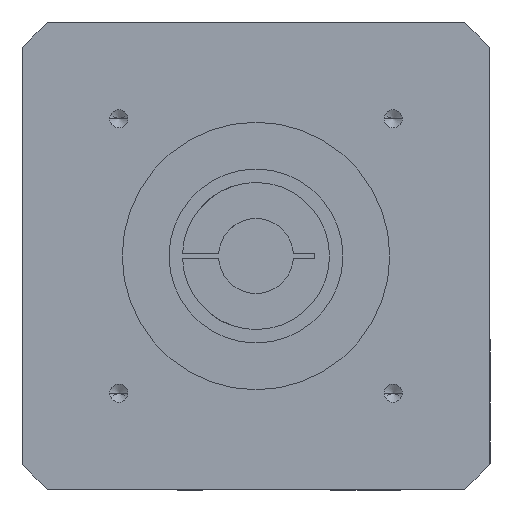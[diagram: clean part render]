
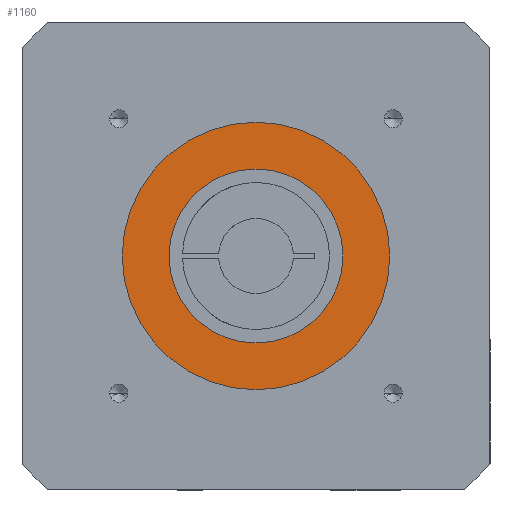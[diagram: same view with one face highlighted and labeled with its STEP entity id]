
A CAD part, front view. The second image highlights one B-rep face of the part: STEP entity #1160.
In plain terms, the highlighted face is planar.
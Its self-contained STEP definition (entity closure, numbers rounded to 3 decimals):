
#241 = CARTESIAN_POINT ( 'NONE',  ( 0., 70., -50. ) ) ;
#333 = DIRECTION ( 'NONE',  ( 0., 1., 0. ) ) ;
#364 = AXIS2_PLACEMENT_3D ( 'NONE', #1283, #2583, #2969 ) ;
#378 = CIRCLE ( 'NONE', #3993, 32.5 ) ;
#482 = EDGE_CURVE ( 'NONE', #1239, #3003, #1559, .T. ) ;
#547 = ORIENTED_EDGE ( 'NONE', *, *, #482, .T. ) ;
#647 = ORIENTED_EDGE ( 'NONE', *, *, #2137, .F. ) ;
#683 = VERTEX_POINT ( 'NONE', #1846 ) ;
#764 = EDGE_LOOP ( 'NONE', ( #647, #3859 ) ) ;
#884 = CARTESIAN_POINT ( 'NONE',  ( 0., 70., 0. ) ) ;
#1160 = ADVANCED_FACE ( 'NONE', ( #1373, #2995 ), #1825, .T. ) ;
#1239 = VERTEX_POINT ( 'NONE', #241 ) ;
#1242 = DIRECTION ( 'NONE',  ( 0., 1., 0. ) ) ;
#1283 = CARTESIAN_POINT ( 'NONE',  ( 0., 70., 0. ) ) ;
#1373 = FACE_BOUND ( 'NONE', #764, .T. ) ;
#1559 = CIRCLE ( 'NONE', #2145, 50. ) ;
#1825 = PLANE ( 'NONE',  #1943 ) ;
#1836 = ORIENTED_EDGE ( 'NONE', *, *, #4915, .T. ) ;
#1846 = CARTESIAN_POINT ( 'NONE',  ( 0., 70., -32.5 ) ) ;
#1943 = AXIS2_PLACEMENT_3D ( 'NONE', #3922, #5055, #2586 ) ;
#2042 = EDGE_LOOP ( 'NONE', ( #1836, #547 ) ) ;
#2102 = CARTESIAN_POINT ( 'NONE',  ( 0., 70., 32.5 ) ) ;
#2137 = EDGE_CURVE ( 'NONE', #3388, #683, #3811, .T. ) ;
#2145 = AXIS2_PLACEMENT_3D ( 'NONE', #884, #1242, #3790 ) ;
#2315 = EDGE_CURVE ( 'NONE', #683, #3388, #378, .T. ) ;
#2583 = DIRECTION ( 'NONE',  ( 0., 1., 0. ) ) ;
#2586 = DIRECTION ( 'NONE',  ( 0., 0., 1. ) ) ;
#2734 = CARTESIAN_POINT ( 'NONE',  ( 0., 70., 0. ) ) ;
#2969 = DIRECTION ( 'NONE',  ( 0., 0., 1. ) ) ;
#2995 = FACE_OUTER_BOUND ( 'NONE', #2042, .T. ) ;
#3003 = VERTEX_POINT ( 'NONE', #3578 ) ;
#3319 = AXIS2_PLACEMENT_3D ( 'NONE', #3610, #333, #4392 ) ;
#3388 = VERTEX_POINT ( 'NONE', #2102 ) ;
#3578 = CARTESIAN_POINT ( 'NONE',  ( 0., 70., 50. ) ) ;
#3610 = CARTESIAN_POINT ( 'NONE',  ( 0., 70., 0. ) ) ;
#3790 = DIRECTION ( 'NONE',  ( 0., 0., 1. ) ) ;
#3811 = CIRCLE ( 'NONE', #3319, 32.5 ) ;
#3859 = ORIENTED_EDGE ( 'NONE', *, *, #2315, .F. ) ;
#3910 = CIRCLE ( 'NONE', #364, 50. ) ;
#3922 = CARTESIAN_POINT ( 'NONE',  ( 0., 70., 0. ) ) ;
#3993 = AXIS2_PLACEMENT_3D ( 'NONE', #2734, #4819, #5195 ) ;
#4392 = DIRECTION ( 'NONE',  ( 0., 0., 1. ) ) ;
#4819 = DIRECTION ( 'NONE',  ( 0., 1., 0. ) ) ;
#4915 = EDGE_CURVE ( 'NONE', #3003, #1239, #3910, .T. ) ;
#5055 = DIRECTION ( 'NONE',  ( 0., 1., 0. ) ) ;
#5195 = DIRECTION ( 'NONE',  ( 0., 0., 1. ) ) ;
